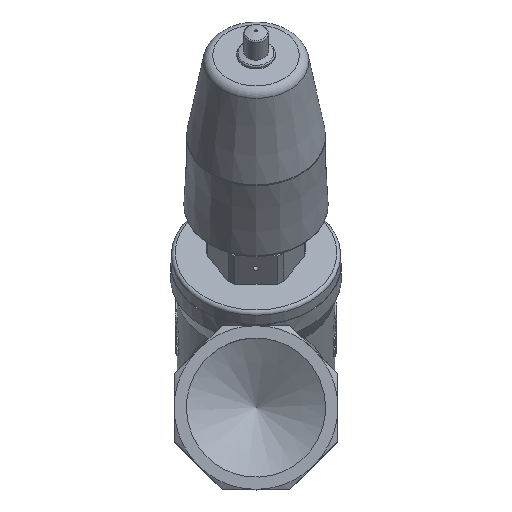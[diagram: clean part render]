
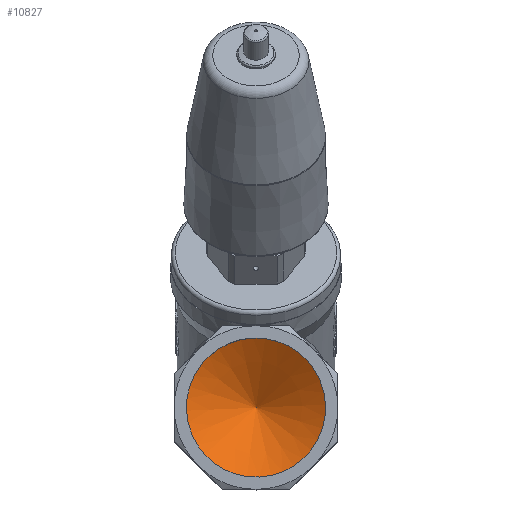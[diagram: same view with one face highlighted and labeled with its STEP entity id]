
A CAD part, top view. The second image highlights one B-rep face of the part: STEP entity #10827.
In plain terms, the highlighted conical face has half-angle 59 degrees and reference radius 18.056 mm.
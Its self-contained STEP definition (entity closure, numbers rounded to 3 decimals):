
#152=CONICAL_SURFACE('',#11751,18.057,1.03);
#1008=CIRCLE('',#11752,36.113);
#1009=CIRCLE('',#11753,36.113);
#1872=FACE_OUTER_BOUND('',#2527,.T.);
#2527=EDGE_LOOP('',(#8690,#8691,#8692,#8693));
#3272=LINE('',#21579,#3885);
#3885=VECTOR('',#13795,18.057);
#4710=VERTEX_POINT('',#21575);
#4711=VERTEX_POINT('',#21576);
#4712=VERTEX_POINT('',#21578);
#6134=EDGE_CURVE('',#4710,#4711,#1008,.T.);
#6135=EDGE_CURVE('',#4711,#4712,#3272,.T.);
#6136=EDGE_CURVE('',#4711,#4710,#1009,.T.);
#8690=ORIENTED_EDGE('',*,*,#6134,.T.);
#8691=ORIENTED_EDGE('',*,*,#6135,.T.);
#8692=ORIENTED_EDGE('',*,*,#6135,.F.);
#8693=ORIENTED_EDGE('',*,*,#6136,.T.);
#10827=ADVANCED_FACE('',(#1872),#152,.F.);
#11751=AXIS2_PLACEMENT_3D('',#21574,#13791,#13792);
#11752=AXIS2_PLACEMENT_3D('',#21577,#13793,#13794);
#11753=AXIS2_PLACEMENT_3D('',#21580,#13796,#13797);
#13791=DIRECTION('center_axis',(0.,0.,1.));
#13792=DIRECTION('ref_axis',(0.924,0.383,0.));
#13793=DIRECTION('center_axis',(0.,0.,1.));
#13794=DIRECTION('ref_axis',(0.924,0.383,0.));
#13795=DIRECTION('',(0.792,0.328,-0.515));
#13796=DIRECTION('center_axis',(0.,0.,1.));
#13797=DIRECTION('ref_axis',(0.924,0.383,0.));
#21574=CARTESIAN_POINT('Origin',(0.,0.,138.151));
#21575=CARTESIAN_POINT('',(33.364,13.82,149.));
#21576=CARTESIAN_POINT('',(-33.364,-13.82,149.));
#21577=CARTESIAN_POINT('Origin',(0.,0.,149.));
#21578=CARTESIAN_POINT('',(0.,0.,127.301));
#21579=CARTESIAN_POINT('',(-16.682,-6.91,138.151));
#21580=CARTESIAN_POINT('Origin',(0.,0.,149.));
